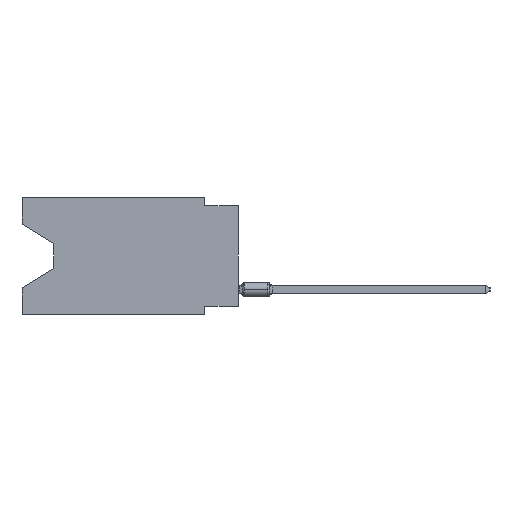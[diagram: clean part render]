
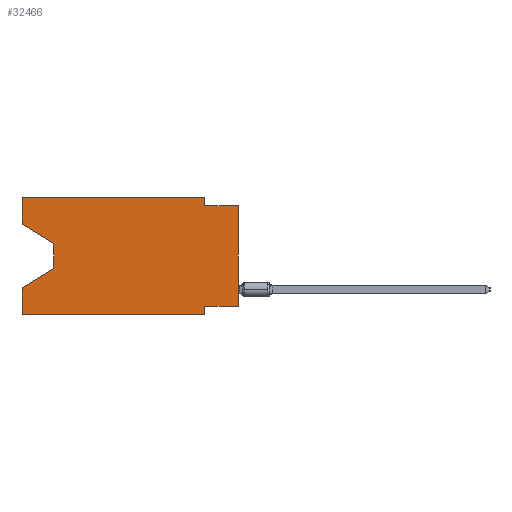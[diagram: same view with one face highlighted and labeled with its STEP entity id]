
A CAD part, left-side view. The second image highlights one B-rep face of the part: STEP entity #32466.
In plain terms, the highlighted planar face has unit normal (-1, 0, 0).
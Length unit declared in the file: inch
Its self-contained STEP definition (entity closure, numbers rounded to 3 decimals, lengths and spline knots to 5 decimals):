
#231 = LINE ( 'NONE', #9570, #31358 ) ;
#433 = ORIENTED_EDGE ( 'NONE', *, *, #13929, .T. ) ;
#1054 = CARTESIAN_POINT ( 'NONE',  ( 0., 0.645, 0. ) ) ;
#1129 = CARTESIAN_POINT ( 'NONE',  ( 0., 0.1, -0.025 ) ) ;
#1315 = VERTEX_POINT ( 'NONE', #1129 ) ;
#2001 = CARTESIAN_POINT ( 'NONE',  ( 0., 0.1, 0. ) ) ;
#2828 = DIRECTION ( 'NONE',  ( 0., 0.855, -0.519 ) ) ;
#3520 = VERTEX_POINT ( 'NONE', #29519 ) ;
#3558 = EDGE_CURVE ( 'NONE', #20651, #1315, #7584, .T. ) ;
#3856 = ORIENTED_EDGE ( 'NONE', *, *, #39369, .F. ) ;
#4085 = AXIS2_PLACEMENT_3D ( 'NONE', #1054, #37480, #8384 ) ;
#5100 = CARTESIAN_POINT ( 'NONE',  ( 0., 0., -0.025 ) ) ;
#5241 = EDGE_CURVE ( 'NONE', #15259, #17153, #37930, .T. ) ;
#5344 = EDGE_CURVE ( 'NONE', #15259, #18240, #13182, .T. ) ;
#5734 = DIRECTION ( 'NONE',  ( 0., -1., 0. ) ) ;
#5906 = EDGE_CURVE ( 'NONE', #1315, #3520, #21368, .T. ) ;
#5981 = DIRECTION ( 'NONE',  ( 0., 0., -1. ) ) ;
#7114 = VECTOR ( 'NONE', #36171, 39.37008 ) ;
#7432 = EDGE_CURVE ( 'NONE', #25147, #29363, #13181, .T. ) ;
#7584 = LINE ( 'NONE', #29932, #36978 ) ;
#8384 = DIRECTION ( 'NONE',  ( 0., 0., -1. ) ) ;
#8467 = LINE ( 'NONE', #29071, #32214 ) ;
#9126 = DIRECTION ( 'NONE',  ( 0., 0., 1. ) ) ;
#9507 = DIRECTION ( 'NONE',  ( 0., -1., 0. ) ) ;
#9570 = CARTESIAN_POINT ( 'NONE',  ( 0., 0., -0.325 ) ) ;
#9711 = CARTESIAN_POINT ( 'NONE',  ( 0., 0.645, -0.08025 ) ) ;
#9936 = CARTESIAN_POINT ( 'NONE',  ( 0., 0.645, -0.35 ) ) ;
#10433 = DIRECTION ( 'NONE',  ( 0., 0., -1. ) ) ;
#11026 = PLANE ( 'NONE',  #4085 ) ;
#11215 = VECTOR ( 'NONE', #27911, 39.37008 ) ;
#11257 = CARTESIAN_POINT ( 'NONE',  ( 0., 0.1, -0.35 ) ) ;
#11299 = VECTOR ( 'NONE', #9507, 39.37008 ) ;
#11674 = VECTOR ( 'NONE', #9126, 39.37008 ) ;
#13004 = VERTEX_POINT ( 'NONE', #24595 ) ;
#13181 = LINE ( 'NONE', #9711, #7114 ) ;
#13182 = LINE ( 'NONE', #9936, #11299 ) ;
#13303 = ORIENTED_EDGE ( 'NONE', *, *, #5344, .T. ) ;
#13338 = DIRECTION ( 'NONE',  ( 0., 0., 1. ) ) ;
#13929 = EDGE_CURVE ( 'NONE', #32548, #3520, #39814, .T. ) ;
#15259 = VERTEX_POINT ( 'NONE', #37879 ) ;
#15862 = EDGE_CURVE ( 'NONE', #32548, #13004, #231, .T. ) ;
#16790 = ORIENTED_EDGE ( 'NONE', *, *, #30437, .F. ) ;
#16899 = ORIENTED_EDGE ( 'NONE', *, *, #5241, .F. ) ;
#17153 = VERTEX_POINT ( 'NONE', #17484 ) ;
#17484 = CARTESIAN_POINT ( 'NONE',  ( 0., 0.645, -0.26975 ) ) ;
#18240 = VERTEX_POINT ( 'NONE', #11257 ) ;
#18599 = EDGE_CURVE ( 'NONE', #29363, #28696, #33995, .T. ) ;
#18853 = EDGE_LOOP ( 'NONE', ( #22742, #41856, #22191, #16899, #13303, #3856, #38266, #433, #22636, #34542, #27485, #16790 ) ) ;
#20272 = VECTOR ( 'NONE', #13338, 39.37008 ) ;
#20637 = CARTESIAN_POINT ( 'NONE',  ( 0., 0.645, -0.08025 ) ) ;
#20651 = VERTEX_POINT ( 'NONE', #2001 ) ;
#21368 = LINE ( 'NONE', #5100, #39741 ) ;
#21840 = CARTESIAN_POINT ( 'NONE',  ( 0., 0.645, 0. ) ) ;
#22191 = ORIENTED_EDGE ( 'NONE', *, *, #38457, .T. ) ;
#22636 = ORIENTED_EDGE ( 'NONE', *, *, #5906, .F. ) ;
#22742 = ORIENTED_EDGE ( 'NONE', *, *, #7432, .T. ) ;
#22792 = DIRECTION ( 'NONE',  ( 0., 1., 0. ) ) ;
#24595 = CARTESIAN_POINT ( 'NONE',  ( 0., 0.1, -0.325 ) ) ;
#25065 = LINE ( 'NONE', #21840, #11215 ) ;
#25147 = VERTEX_POINT ( 'NONE', #20637 ) ;
#25614 = LINE ( 'NONE', #29090, #11674 ) ;
#27427 = VERTEX_POINT ( 'NONE', #38920 ) ;
#27485 = ORIENTED_EDGE ( 'NONE', *, *, #34811, .F. ) ;
#27911 = DIRECTION ( 'NONE',  ( 0., -1., 0. ) ) ;
#28696 = VERTEX_POINT ( 'NONE', #30470 ) ;
#28788 = CARTESIAN_POINT ( 'NONE',  ( 0., 0., -0.325 ) ) ;
#29071 = CARTESIAN_POINT ( 'NONE',  ( 0., 0.55, -0.212 ) ) ;
#29090 = CARTESIAN_POINT ( 'NONE',  ( 0., 0.645, 0. ) ) ;
#29363 = VERTEX_POINT ( 'NONE', #33209 ) ;
#29519 = CARTESIAN_POINT ( 'NONE',  ( 0., 0., -0.025 ) ) ;
#29932 = CARTESIAN_POINT ( 'NONE',  ( 0., 0.1, 0. ) ) ;
#30126 = CARTESIAN_POINT ( 'NONE',  ( 0., 0.55, -0.138 ) ) ;
#30437 = EDGE_CURVE ( 'NONE', #25147, #27427, #25614, .T. ) ;
#30470 = CARTESIAN_POINT ( 'NONE',  ( 0., 0.55, -0.212 ) ) ;
#30531 = DIRECTION ( 'NONE',  ( 0., 0., -1. ) ) ;
#30980 = CARTESIAN_POINT ( 'NONE',  ( 0., 0.645, 0. ) ) ;
#31358 = VECTOR ( 'NONE', #22792, 39.37008 ) ;
#32214 = VECTOR ( 'NONE', #2828, 39.37008 ) ;
#32466 = ADVANCED_FACE ( 'NONE', ( #33606 ), #11026, .F. ) ;
#32548 = VERTEX_POINT ( 'NONE', #28788 ) ;
#33209 = CARTESIAN_POINT ( 'NONE',  ( 0., 0.55, -0.138 ) ) ;
#33606 = FACE_OUTER_BOUND ( 'NONE', #18853, .T. ) ;
#33995 = LINE ( 'NONE', #30126, #39860 ) ;
#34336 = VECTOR ( 'NONE', #5981, 39.37008 ) ;
#34542 = ORIENTED_EDGE ( 'NONE', *, *, #3558, .F. ) ;
#34811 = EDGE_CURVE ( 'NONE', #27427, #20651, #25065, .T. ) ;
#35716 = LINE ( 'NONE', #35929, #34336 ) ;
#35929 = CARTESIAN_POINT ( 'NONE',  ( 0., 0.1, -0.35 ) ) ;
#36171 = DIRECTION ( 'NONE',  ( 0., -0.855, -0.519 ) ) ;
#36978 = VECTOR ( 'NONE', #10433, 39.37008 ) ;
#37480 = DIRECTION ( 'NONE',  ( 1., 0., 0. ) ) ;
#37715 = DIRECTION ( 'NONE',  ( 0., 0., 1. ) ) ;
#37879 = CARTESIAN_POINT ( 'NONE',  ( 0., 0.645, -0.35 ) ) ;
#37930 = LINE ( 'NONE', #30980, #39674 ) ;
#38266 = ORIENTED_EDGE ( 'NONE', *, *, #15862, .F. ) ;
#38457 = EDGE_CURVE ( 'NONE', #28696, #17153, #8467, .T. ) ;
#38920 = CARTESIAN_POINT ( 'NONE',  ( 0., 0.645, 0. ) ) ;
#39369 = EDGE_CURVE ( 'NONE', #13004, #18240, #35716, .T. ) ;
#39674 = VECTOR ( 'NONE', #37715, 39.37008 ) ;
#39741 = VECTOR ( 'NONE', #5734, 39.37008 ) ;
#39814 = LINE ( 'NONE', #42203, #20272 ) ;
#39860 = VECTOR ( 'NONE', #30531, 39.37008 ) ;
#41856 = ORIENTED_EDGE ( 'NONE', *, *, #18599, .T. ) ;
#42203 = CARTESIAN_POINT ( 'NONE',  ( 0., 0., 0. ) ) ;
